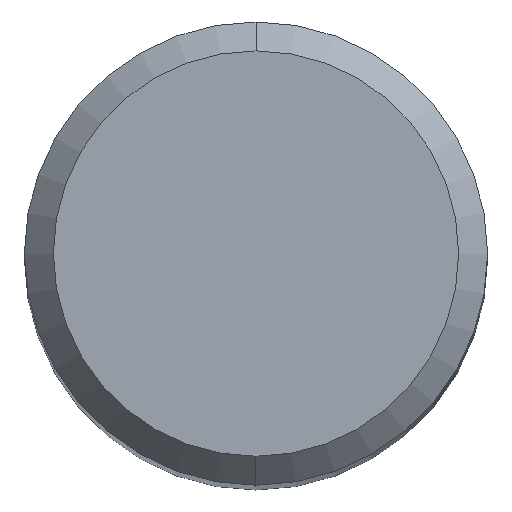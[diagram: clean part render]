
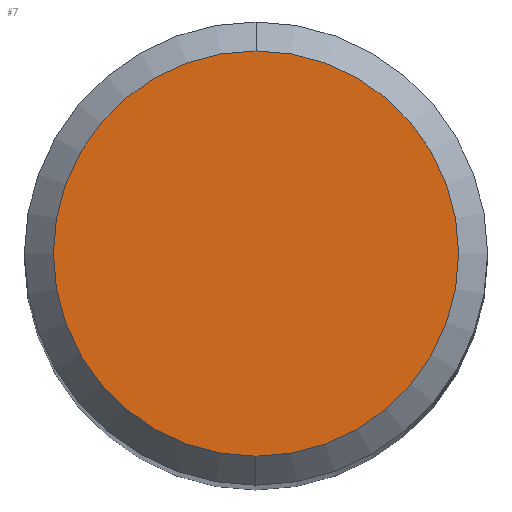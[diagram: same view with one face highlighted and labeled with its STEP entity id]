
A CAD part, top view. The second image highlights one B-rep face of the part: STEP entity #7.
In plain terms, the highlighted planar face has unit normal (0, 0, 1).
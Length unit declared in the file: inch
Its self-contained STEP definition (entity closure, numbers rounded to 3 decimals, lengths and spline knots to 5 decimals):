
#7 = ADVANCED_FACE ( 'NONE', ( #79 ), #21, .F. ) ;
#21 = PLANE ( 'NONE',  #120 ) ;
#68 = AXIS2_PLACEMENT_3D ( 'NONE', #124, #99, #133 ) ;
#79 = FACE_OUTER_BOUND ( 'NONE', #266, .T. ) ;
#89 = AXIS2_PLACEMENT_3D ( 'NONE', #381, #219, #316 ) ;
#99 = DIRECTION ( 'NONE',  ( 0., 0., 1. ) ) ;
#120 = AXIS2_PLACEMENT_3D ( 'NONE', #334, #232, #366 ) ;
#124 = CARTESIAN_POINT ( 'NONE',  ( 0., 0., 0. ) ) ;
#132 = EDGE_CURVE ( 'NONE', #148, #178, #185, .T. ) ;
#133 = DIRECTION ( 'NONE',  ( 0., -1., 0. ) ) ;
#134 = ORIENTED_EDGE ( 'NONE', *, *, #132, .T. ) ;
#148 = VERTEX_POINT ( 'NONE', #184 ) ;
#163 = CARTESIAN_POINT ( 'NONE',  ( 0., -0.21875, 0. ) ) ;
#178 = VERTEX_POINT ( 'NONE', #163 ) ;
#184 = CARTESIAN_POINT ( 'NONE',  ( 0., 0.21875, 0. ) ) ;
#185 = CIRCLE ( 'NONE', #89, 0.21875 ) ;
#219 = DIRECTION ( 'NONE',  ( 0., 0., 1. ) ) ;
#232 = DIRECTION ( 'NONE',  ( 0., 0., -1. ) ) ;
#266 = EDGE_LOOP ( 'NONE', ( #134, #401 ) ) ;
#274 = EDGE_CURVE ( 'NONE', #178, #148, #285, .T. ) ;
#285 = CIRCLE ( 'NONE', #68, 0.21875 ) ;
#316 = DIRECTION ( 'NONE',  ( 0., -1., 0. ) ) ;
#334 = CARTESIAN_POINT ( 'NONE',  ( 0., 0.21875, 0. ) ) ;
#366 = DIRECTION ( 'NONE',  ( 0., 1., 0. ) ) ;
#381 = CARTESIAN_POINT ( 'NONE',  ( 0., 0., 0. ) ) ;
#401 = ORIENTED_EDGE ( 'NONE', *, *, #274, .T. ) ;
